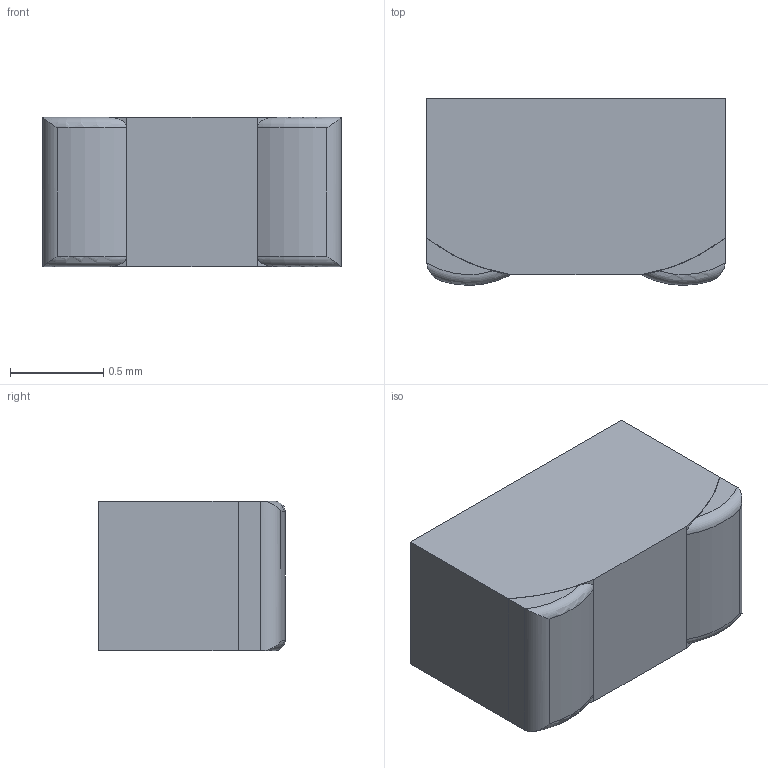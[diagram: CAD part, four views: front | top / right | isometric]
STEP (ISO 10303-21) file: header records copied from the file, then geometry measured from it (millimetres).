
FILE_DESCRIPTION (( 'STEP AP214' ), '1' );
FILE_NAME ('MBKK1608T3R3M.STEP', '2019-12-27T08:07:45', ( '' ), ( '' ), 'SwSTEP 2.0', 'SolidWorks 2018', '' );
FILE_SCHEMA (( 'AUTOMOTIVE_DESIGN' ));
Length unit declared in the file: millimetre
Products named in the file (1): MBKK1608T3R3M
Bounding box: 1.6 x 1 x 0.8 mm (x, y, z)
Volume: 1.2 mm3; surface area: 8.7 mm2
Topology: 3 solids, 3 shells, 24 faces, 54 edges, 36 vertices
Faces by surface type: plane 12, cylinder 8, torus 4
Entity records: 814 total; most frequent: CARTESIAN_POINT 215, DIRECTION 116, ORIENTED_EDGE 108, EDGE_CURVE 54, AXIS2_PLACEMENT_3D 45, VERTEX_POINT 36, LINE 26, VECTOR 26
